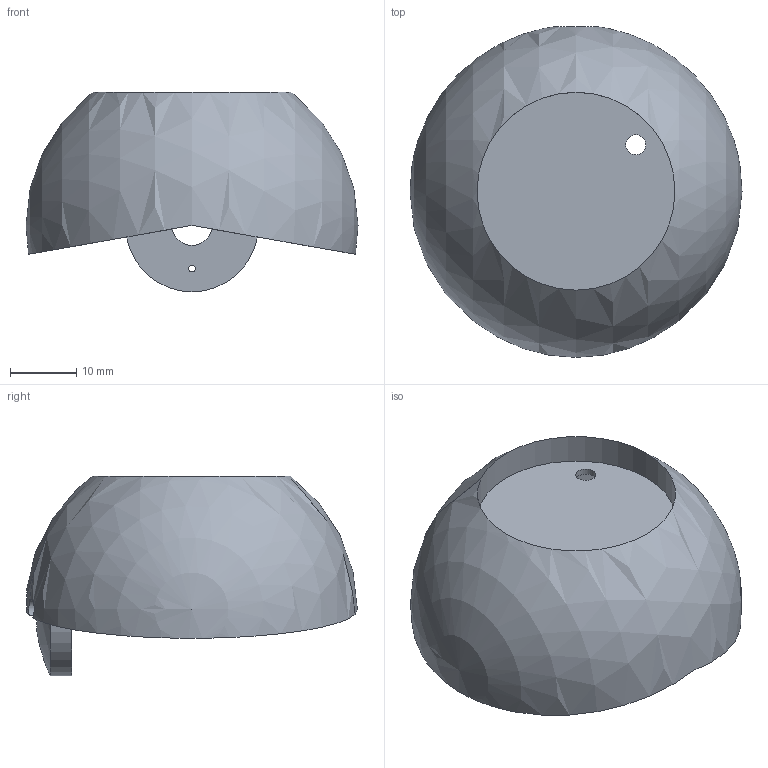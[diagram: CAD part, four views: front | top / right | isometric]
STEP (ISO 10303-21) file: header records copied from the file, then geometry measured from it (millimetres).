
FILE_DESCRIPTION(/* description */ (''),/* implementation_level */ '2;1');
FILE_NAME(/* name */ 'Eyeball-ASV-crea v4.step',/* time_stamp */ '2019-11-07T19:34:09+09:00',/* author */ (''),/* organization */ (''),/* preprocessor_version */ 'ST-DEVELOPER v18',/* originating_system */ 'Autodesk Translation Framework v8.9.1.1155',/* authorisation */ '');
FILE_SCHEMA (('AUTOMOTIVE_DESIGN { 1 0 10303 214 3 1 1 }'));
Length unit declared in the file: millimetre
Products named in the file (1): Eyeball-ASV-crea
Bounding box: 50 x 49.82 x 30.07 mm (x, y, z)
Volume: 8319.1 mm3; surface area: 9871.7 mm2
Topology: 1 solids, 1 shells, 59 faces, 169 edges, 109 vertices
Faces by surface type: plane 34, cylinder 17, sphere 8
Full cylindrical faces by diameter (mm): 1 x3, 3 x4, 6 x1, 20 x1, 29.6 x1, 29.801 x1
Entity records: 2123 total; most frequent: CARTESIAN_POINT 492, DIRECTION 358, ORIENTED_EDGE 330, EDGE_CURVE 165, AXIS2_PLACEMENT_3D 149, VERTEX_POINT 109, CIRCLE 89, EDGE_LOOP 70
